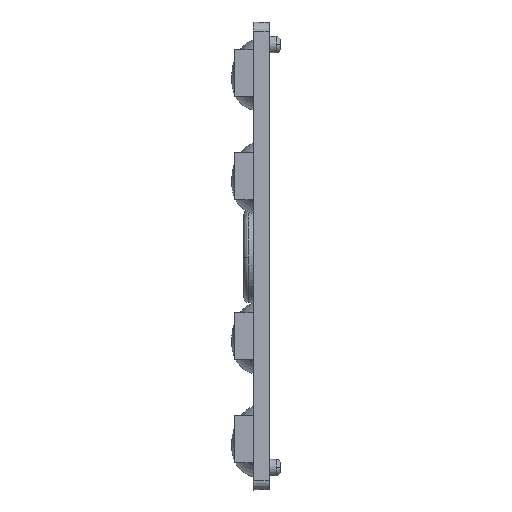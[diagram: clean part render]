
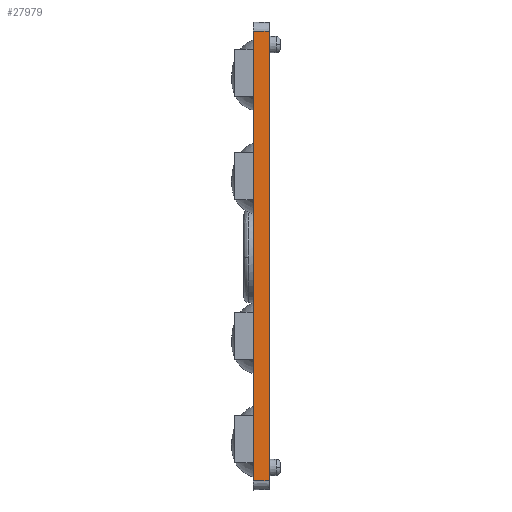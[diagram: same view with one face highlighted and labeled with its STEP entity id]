
A CAD part, left-side view. The second image highlights one B-rep face of the part: STEP entity #27979.
In plain terms, the highlighted planar face has unit normal (-0.999, -0.035, 0).
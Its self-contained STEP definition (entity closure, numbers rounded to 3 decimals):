
#162 = VECTOR ( 'NONE', #20071, 1000. ) ;
#1162 = LINE ( 'NONE', #13159, #23540 ) ;
#3012 = DIRECTION ( 'NONE',  ( -0.999, -0.035, 0. ) ) ;
#4567 = CARTESIAN_POINT ( 'NONE',  ( -24.841, 0., -26.783 ) ) ;
#5815 = VECTOR ( 'NONE', #30629, 1000. ) ;
#5930 = FACE_OUTER_BOUND ( 'NONE', #13649, .T. ) ;
#7030 = LINE ( 'NONE', #18983, #5815 ) ;
#8045 = VERTEX_POINT ( 'NONE', #14316 ) ;
#8126 = CARTESIAN_POINT ( 'NONE',  ( -17450.305, 499000., 23.9 ) ) ;
#13159 = CARTESIAN_POINT ( 'NONE',  ( -24.9, 1.7, -23.9 ) ) ;
#13649 = EDGE_LOOP ( 'NONE', ( #26643, #27617, #27606, #28130 ) ) ;
#14316 = CARTESIAN_POINT ( 'NONE',  ( -24.841, 0., -23.9 ) ) ;
#14962 = DIRECTION ( 'NONE',  ( 0.035, -0.999, 0. ) ) ;
#15409 = EDGE_CURVE ( 'NONE', #27809, #37791, #7030, .T. ) ;
#16500 = DIRECTION ( 'NONE',  ( 0., 0., 1. ) ) ;
#17886 = PLANE ( 'NONE',  #29701 ) ;
#18983 = CARTESIAN_POINT ( 'NONE',  ( -24.9, 1.7, -26.783 ) ) ;
#20071 = DIRECTION ( 'NONE',  ( 0.035, -0.999, 0. ) ) ;
#20572 = EDGE_CURVE ( 'NONE', #8045, #24711, #31042, .T. ) ;
#23540 = VECTOR ( 'NONE', #25028, 1000. ) ;
#24711 = VERTEX_POINT ( 'NONE', #37047 ) ;
#25028 = DIRECTION ( 'NONE',  ( 0.035, -0.999, 0. ) ) ;
#25785 = VECTOR ( 'NONE', #16500, 1000. ) ;
#26643 = ORIENTED_EDGE ( 'NONE', *, *, #20572, .T. ) ;
#27606 = ORIENTED_EDGE ( 'NONE', *, *, #15409, .T. ) ;
#27617 = ORIENTED_EDGE ( 'NONE', *, *, #33035, .F. ) ;
#27809 = VERTEX_POINT ( 'NONE', #29037 ) ;
#27979 = ADVANCED_FACE ( 'NONE', ( #5930 ), #17886, .T. ) ;
#28130 = ORIENTED_EDGE ( 'NONE', *, *, #35185, .T. ) ;
#29037 = CARTESIAN_POINT ( 'NONE',  ( -24.9, 1.7, 23.9 ) ) ;
#29586 = CARTESIAN_POINT ( 'NONE',  ( -24.9, 1.7, -26.783 ) ) ;
#29701 = AXIS2_PLACEMENT_3D ( 'NONE', #29586, #3012, #14962 ) ;
#30629 = DIRECTION ( 'NONE',  ( 0., 0., -1. ) ) ;
#31042 = LINE ( 'NONE', #4567, #25785 ) ;
#33035 = EDGE_CURVE ( 'NONE', #27809, #24711, #34598, .T. ) ;
#34598 = LINE ( 'NONE', #8126, #162 ) ;
#35185 = EDGE_CURVE ( 'NONE', #37791, #8045, #1162, .T. ) ;
#35289 = CARTESIAN_POINT ( 'NONE',  ( -24.9, 1.7, -23.9 ) ) ;
#37047 = CARTESIAN_POINT ( 'NONE',  ( -24.841, 0., 23.9 ) ) ;
#37791 = VERTEX_POINT ( 'NONE', #35289 ) ;
